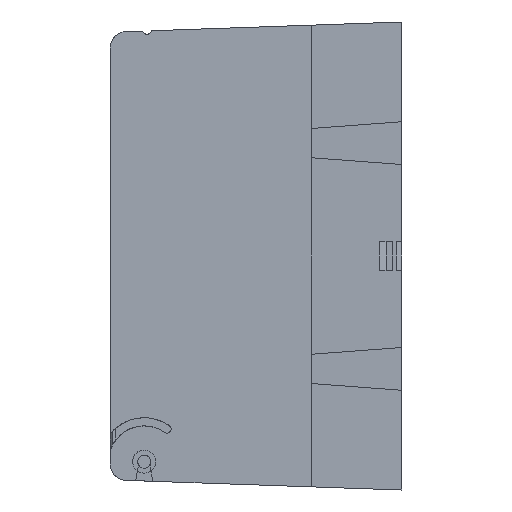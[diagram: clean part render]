
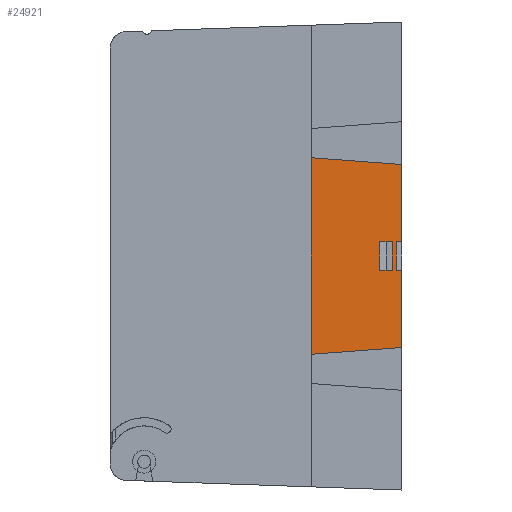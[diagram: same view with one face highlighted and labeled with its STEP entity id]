
A CAD part, left-side view. The second image highlights one B-rep face of the part: STEP entity #24921.
In plain terms, the highlighted planar face has unit normal (-1, 0, 0).
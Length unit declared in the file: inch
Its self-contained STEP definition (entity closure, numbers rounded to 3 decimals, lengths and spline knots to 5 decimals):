
#790 = ORIENTED_EDGE ( 'NONE', *, *, #21559, .F. ) ;
#1158 = CARTESIAN_POINT ( 'NONE',  ( -6.525, 0.115, 0.175 ) ) ;
#2059 = CARTESIAN_POINT ( 'NONE',  ( -6.525, 0., 6.44233 ) ) ;
#2111 = CARTESIAN_POINT ( 'NONE',  ( -6.525, 0.26794, -0.175 ) ) ;
#2143 = DIRECTION ( 'NONE',  ( 0., 0., 1. ) ) ;
#2220 = ORIENTED_EDGE ( 'NONE', *, *, #21796, .F. ) ;
#2719 = CARTESIAN_POINT ( 'NONE',  ( -6.525, 1.1, -1.19653 ) ) ;
#3562 = VERTEX_POINT ( 'NONE', #19495 ) ;
#3716 = VECTOR ( 'NONE', #40763, 39.37008 ) ;
#3850 = LINE ( 'NONE', #40706, #3716 ) ;
#4428 = VERTEX_POINT ( 'NONE', #2719 ) ;
#4590 = DIRECTION ( 'NONE',  ( 0., 0., -1. ) ) ;
#4900 = VERTEX_POINT ( 'NONE', #7002 ) ;
#4910 = DIRECTION ( 'NONE',  ( 0., 0., -1. ) ) ;
#4952 = DIRECTION ( 'NONE',  ( 1., 0., 0. ) ) ;
#5000 = CARTESIAN_POINT ( 'NONE',  ( -6.525, 0., 6.44233 ) ) ;
#5050 = DIRECTION ( 'NONE',  ( 0., -1., 0. ) ) ;
#5985 = PLANE ( 'NONE',  #12733 ) ;
#6268 = CARTESIAN_POINT ( 'NONE',  ( -6.525, 0., 0.175 ) ) ;
#6310 = VERTEX_POINT ( 'NONE', #22353 ) ;
#7002 = CARTESIAN_POINT ( 'NONE',  ( -6.525, 0., -0.175 ) ) ;
#8564 = VERTEX_POINT ( 'NONE', #26171 ) ;
#10126 = FACE_OUTER_BOUND ( 'NONE', #14129, .T. ) ;
#10310 = FACE_BOUND ( 'NONE', #14569, .T. ) ;
#10807 = VERTEX_POINT ( 'NONE', #33015 ) ;
#10818 = DIRECTION ( 'NONE',  ( 0., 0., 1. ) ) ;
#10965 = DIRECTION ( 'NONE',  ( 0., -1., 0. ) ) ;
#11130 = CARTESIAN_POINT ( 'NONE',  ( -6.525, 0.065, -0.175 ) ) ;
#11492 = CARTESIAN_POINT ( 'NONE',  ( -6.525, 0., -0.175 ) ) ;
#12494 = DIRECTION ( 'NONE',  ( 0., 0., -1. ) ) ;
#12662 = CARTESIAN_POINT ( 'NONE',  ( -6.525, 0., 6.44233 ) ) ;
#12719 = LINE ( 'NONE', #2111, #23953 ) ;
#12733 = AXIS2_PLACEMENT_3D ( 'NONE', #5000, #4952, #4910 ) ;
#14124 = EDGE_CURVE ( 'NONE', #10807, #6310, #12719, .T. ) ;
#14129 = EDGE_LOOP ( 'NONE', ( #43374, #2220, #27266, #32811, #20922, #790, #31759, #40976 ) ) ;
#14449 = EDGE_CURVE ( 'NONE', #6310, #37678, #3850, .T. ) ;
#14569 = EDGE_LOOP ( 'NONE', ( #15458, #27998, #21939, #23391 ) ) ;
#14648 = EDGE_CURVE ( 'NONE', #3562, #37678, #45149, .T. ) ;
#14725 = EDGE_CURVE ( 'NONE', #10807, #3562, #42439, .T. ) ;
#15391 = VECTOR ( 'NONE', #5050, 39.37008 ) ;
#15458 = ORIENTED_EDGE ( 'NONE', *, *, #14725, .F. ) ;
#16581 = LINE ( 'NONE', #41400, #31467 ) ;
#17363 = CARTESIAN_POINT ( 'NONE',  ( -6.525, 1.1, 1.19653 ) ) ;
#18694 = LINE ( 'NONE', #11130, #34455 ) ;
#19495 = CARTESIAN_POINT ( 'NONE',  ( -6.525, 0.115, -0.175 ) ) ;
#19720 = DIRECTION ( 'NONE',  ( 0., -0.997, -0.074 ) ) ;
#19839 = CARTESIAN_POINT ( 'NONE',  ( -6.525, 0., 1.115 ) ) ;
#20922 = ORIENTED_EDGE ( 'NONE', *, *, #22044, .F. ) ;
#21025 = EDGE_CURVE ( 'NONE', #4428, #34978, #28461, .T. ) ;
#21559 = EDGE_CURVE ( 'NONE', #26060, #8564, #36152, .T. ) ;
#21720 = EDGE_CURVE ( 'NONE', #4900, #34978, #31222, .T. ) ;
#21796 = EDGE_CURVE ( 'NONE', #35722, #4900, #28215, .T. ) ;
#21854 = EDGE_CURVE ( 'NONE', #35722, #41023, #18694, .T. ) ;
#21928 = EDGE_CURVE ( 'NONE', #41023, #39194, #26045, .T. ) ;
#21939 = ORIENTED_EDGE ( 'NONE', *, *, #14449, .T. ) ;
#22044 = EDGE_CURVE ( 'NONE', #8564, #39194, #45001, .T. ) ;
#22119 = EDGE_CURVE ( 'NONE', #26060, #4428, #16581, .T. ) ;
#22130 = VECTOR ( 'NONE', #4590, 39.37008 ) ;
#22353 = CARTESIAN_POINT ( 'NONE',  ( -6.525, 0.26794, 0.175 ) ) ;
#22485 = CARTESIAN_POINT ( 'NONE',  ( -6.525, 0.065, 0.175 ) ) ;
#22963 = VECTOR ( 'NONE', #38285, 39.37008 ) ;
#23391 = ORIENTED_EDGE ( 'NONE', *, *, #14648, .F. ) ;
#23953 = VECTOR ( 'NONE', #2143, 39.37008 ) ;
#24921 = ADVANCED_FACE ( 'NONE', ( #10126, #10310 ), #5985, .F. ) ;
#25362 = VECTOR ( 'NONE', #10965, 39.37008 ) ;
#26045 = LINE ( 'NONE', #6268, #15391 ) ;
#26060 = VERTEX_POINT ( 'NONE', #17363 ) ;
#26171 = CARTESIAN_POINT ( 'NONE',  ( -6.525, 0., 1.115 ) ) ;
#27266 = ORIENTED_EDGE ( 'NONE', *, *, #21854, .T. ) ;
#27742 = CARTESIAN_POINT ( 'NONE',  ( -6.525, 0., -1.115 ) ) ;
#27998 = ORIENTED_EDGE ( 'NONE', *, *, #14124, .T. ) ;
#28215 = LINE ( 'NONE', #11492, #25362 ) ;
#28419 = VECTOR ( 'NONE', #19720, 39.37008 ) ;
#28461 = LINE ( 'NONE', #41105, #40513 ) ;
#30260 = VECTOR ( 'NONE', #12494, 39.37008 ) ;
#31222 = LINE ( 'NONE', #12662, #30260 ) ;
#31467 = VECTOR ( 'NONE', #37910, 39.37008 ) ;
#31759 = ORIENTED_EDGE ( 'NONE', *, *, #22119, .T. ) ;
#32811 = ORIENTED_EDGE ( 'NONE', *, *, #21928, .T. ) ;
#33015 = CARTESIAN_POINT ( 'NONE',  ( -6.525, 0.26794, -0.175 ) ) ;
#33229 = CARTESIAN_POINT ( 'NONE',  ( -6.525, 0., 0.175 ) ) ;
#34455 = VECTOR ( 'NONE', #10818, 39.37008 ) ;
#34978 = VERTEX_POINT ( 'NONE', #27742 ) ;
#35117 = DIRECTION ( 'NONE',  ( 0., -1., 0. ) ) ;
#35722 = VERTEX_POINT ( 'NONE', #44137 ) ;
#35856 = CARTESIAN_POINT ( 'NONE',  ( -6.525, 0.115, -0.175 ) ) ;
#36152 = LINE ( 'NONE', #19839, #28419 ) ;
#37635 = CARTESIAN_POINT ( 'NONE',  ( -6.525, 0.115, -0.175 ) ) ;
#37678 = VERTEX_POINT ( 'NONE', #1158 ) ;
#37910 = DIRECTION ( 'NONE',  ( 0., 0., -1. ) ) ;
#38285 = DIRECTION ( 'NONE',  ( 0., 0., 1. ) ) ;
#39194 = VERTEX_POINT ( 'NONE', #33229 ) ;
#40513 = VECTOR ( 'NONE', #41160, 39.37008 ) ;
#40706 = CARTESIAN_POINT ( 'NONE',  ( -6.525, 0.115, 0.175 ) ) ;
#40763 = DIRECTION ( 'NONE',  ( 0., -1., 0. ) ) ;
#40976 = ORIENTED_EDGE ( 'NONE', *, *, #21025, .T. ) ;
#41023 = VERTEX_POINT ( 'NONE', #22485 ) ;
#41105 = CARTESIAN_POINT ( 'NONE',  ( -6.525, -0.55706, -1.07371 ) ) ;
#41160 = DIRECTION ( 'NONE',  ( 0., -0.997, 0.074 ) ) ;
#41335 = VECTOR ( 'NONE', #35117, 39.37008 ) ;
#41400 = CARTESIAN_POINT ( 'NONE',  ( -6.525, 1.1, 6.44233 ) ) ;
#42439 = LINE ( 'NONE', #35856, #41335 ) ;
#43374 = ORIENTED_EDGE ( 'NONE', *, *, #21720, .F. ) ;
#44137 = CARTESIAN_POINT ( 'NONE',  ( -6.525, 0.065, -0.175 ) ) ;
#45001 = LINE ( 'NONE', #2059, #22130 ) ;
#45149 = LINE ( 'NONE', #37635, #22963 ) ;
